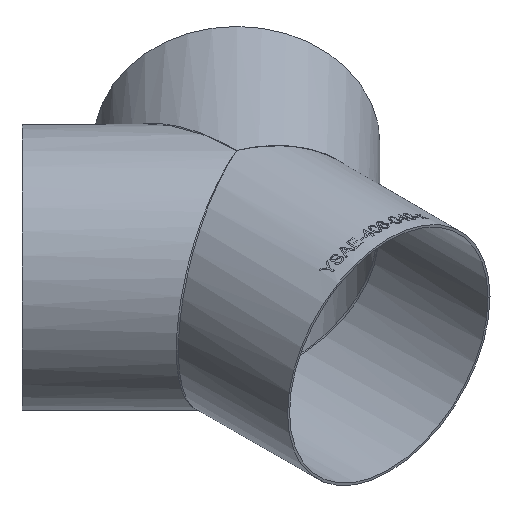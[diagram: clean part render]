
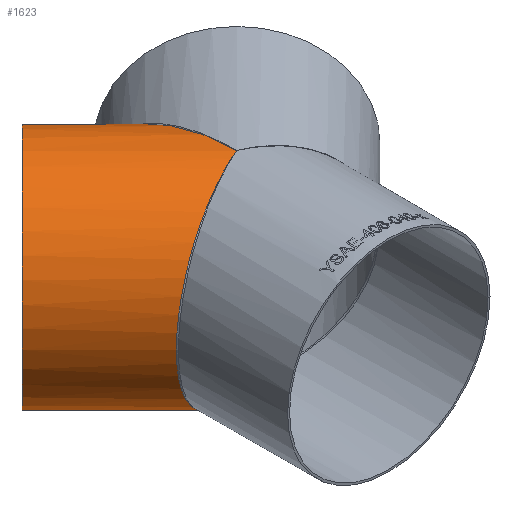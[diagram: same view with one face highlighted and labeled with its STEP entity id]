
A CAD part, isometric view. The second image highlights one B-rep face of the part: STEP entity #1623.
In plain terms, the highlighted cylindrical face has radius 203.2 mm (diameter 406.4 mm), a full revolution.
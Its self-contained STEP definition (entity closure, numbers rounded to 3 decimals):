
#604 = CARTESIAN_POINT ( 'NONE',  ( -408.743, -165.993, 203.2 ) ) ;
#1135 = EDGE_CURVE ( 'NONE', #15487, #9585, #28744, .T. ) ;
#1623 = ADVANCED_FACE ( 'NONE', ( #6814, #17131 ), #1777, .T. ) ;
#1777 = CYLINDRICAL_SURFACE ( 'NONE', #4847, 203.2 ) ;
#3086 = EDGE_CURVE ( 'NONE', #26560, #26560, #24293, .T. ) ;
#4847 = AXIS2_PLACEMENT_3D ( 'NONE', #27433, #12050, #9513 ) ;
#6012 = CARTESIAN_POINT ( 'NONE',  ( 0., 0., -203.2 ) ) ;
#6028 = EDGE_LOOP ( 'NONE', ( #32598 ) ) ;
#6090 = EDGE_CURVE ( 'NONE', #9585, #15487, #30026, .T. ) ;
#6814 = FACE_OUTER_BOUND ( 'NONE', #20074, .T. ) ;
#7830 = CARTESIAN_POINT ( 'NONE',  ( -359.352, 71.983, 0. ) ) ;
#9513 = DIRECTION ( 'NONE',  ( -0.707, -0.707, 0. ) ) ;
#9585 = VERTEX_POINT ( 'NONE', #18608 ) ;
#11206 = CARTESIAN_POINT ( 'NONE',  ( -5.657, 580.393, -203.2 ) ) ;
#12050 = DIRECTION ( 'NONE',  ( -0.707, 0.707, 0. ) ) ;
#12590 = ORIENTED_EDGE ( 'NONE', *, *, #1135, .T. ) ;
#15487 = VERTEX_POINT ( 'NONE', #6012 ) ;
#17131 = FACE_OUTER_BOUND ( 'NONE', #6028, .T. ) ;
#17249 = CARTESIAN_POINT ( 'NONE',  ( -215.668, 215.668, 0. ) ) ;
#18608 = CARTESIAN_POINT ( 'NONE',  ( 0., 0., 203.2 ) ) ;
#18996 = CARTESIAN_POINT ( 'NONE',  ( 0., 0., -203.2 ) ) ;
#19163 = CARTESIAN_POINT ( 'NONE',  ( 0., 0., 203.2 ) ) ;
#19309 = CARTESIAN_POINT ( 'NONE',  ( 0., 0., 203.2 ) ) ;
#20074 = EDGE_LOOP ( 'NONE', ( #23788, #12590 ) ) ;
#21534 = CARTESIAN_POINT ( 'NONE',  ( -5.657, 580.393, 203.2 ) ) ;
#23788 = ORIENTED_EDGE ( 'NONE', *, *, #6090, .T. ) ;
#23921 = CARTESIAN_POINT ( 'NONE',  ( -408.743, -165.993, -203.2 ) ) ;
#24293 = CIRCLE ( 'NONE', #28599, 203.2 ) ;
#26560 = VERTEX_POINT ( 'NONE', #7830 ) ;
#27433 = CARTESIAN_POINT ( 'NONE',  ( 158.123, -158.123, 0. ) ) ;
#27554 = DIRECTION ( 'NONE',  ( -0.707, 0.707, 0. ) ) ;
#28599 = AXIS2_PLACEMENT_3D ( 'NONE', #17249, #27554, #32302 ) ;
#28744 =( BOUNDED_CURVE ( )  B_SPLINE_CURVE ( 3, ( #18996, #23921, #604, #19163 ),
 .UNSPECIFIED., .F., .F. ) 
 B_SPLINE_CURVE_WITH_KNOTS ( ( 4, 4 ),
 ( 4.712, 7.854 ),
 .UNSPECIFIED. ) 
 CURVE ( )  GEOMETRIC_REPRESENTATION_ITEM ( )  RATIONAL_B_SPLINE_CURVE ( ( 1., 0.333, 0.333, 1. ) ) 
 REPRESENTATION_ITEM ( '' )  );
#29622 = CARTESIAN_POINT ( 'NONE',  ( 0., 0., -203.2 ) ) ;
#30026 =( BOUNDED_CURVE ( )  B_SPLINE_CURVE ( 3, ( #19309, #21534, #11206, #29622 ),
 .UNSPECIFIED., .F., .F. ) 
 B_SPLINE_CURVE_WITH_KNOTS ( ( 4, 4 ),
 ( 1.571, 4.712 ),
 .UNSPECIFIED. ) 
 CURVE ( )  GEOMETRIC_REPRESENTATION_ITEM ( )  RATIONAL_B_SPLINE_CURVE ( ( 1., 0.333, 0.333, 1. ) ) 
 REPRESENTATION_ITEM ( '' )  );
#32302 = DIRECTION ( 'NONE',  ( -0.707, -0.707, 0. ) ) ;
#32598 = ORIENTED_EDGE ( 'NONE', *, *, #3086, .F. ) ;
